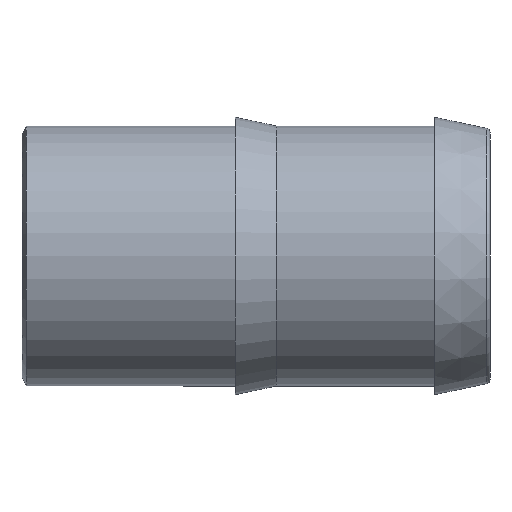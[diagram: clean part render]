
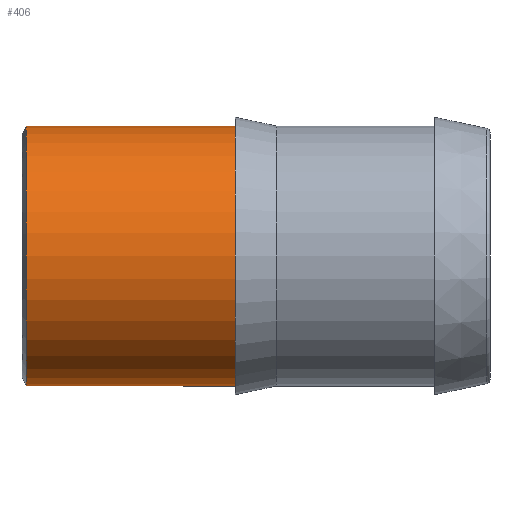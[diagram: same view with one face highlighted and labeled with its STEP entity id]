
A CAD part, front view. The second image highlights one B-rep face of the part: STEP entity #406.
In plain terms, the highlighted cylindrical face has radius 15 mm (diameter 30 mm), a partial arc.
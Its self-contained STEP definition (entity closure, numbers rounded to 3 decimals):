
#1 = VERTEX_POINT ( 'NONE', #91 ) ;
#17 = ORIENTED_EDGE ( 'NONE', *, *, #223, .T. ) ;
#21 = CARTESIAN_POINT ( 'NONE',  ( -29.871, 0., 15. ) ) ;
#37 = DIRECTION ( 'NONE',  ( 0., 0., 1. ) ) ;
#66 = DIRECTION ( 'NONE',  ( -1., 0., 0. ) ) ;
#68 = DIRECTION ( 'NONE',  ( 0., 0., 1. ) ) ;
#86 = DIRECTION ( 'NONE',  ( -1., 0., 0. ) ) ;
#91 = CARTESIAN_POINT ( 'NONE',  ( 8.44, 0., 15. ) ) ;
#142 = CARTESIAN_POINT ( 'NONE',  ( -15.686, 0., 15. ) ) ;
#165 = CIRCLE ( 'NONE', #388, 15. ) ;
#194 = CARTESIAN_POINT ( 'NONE',  ( -15.686, 0., 0. ) ) ;
#208 = DIRECTION ( 'NONE',  ( -1., 0., 0. ) ) ;
#209 = ORIENTED_EDGE ( 'NONE', *, *, #237, .T. ) ;
#212 = FACE_OUTER_BOUND ( 'NONE', #434, .T. ) ;
#214 = AXIS2_PLACEMENT_3D ( 'NONE', #194, #66, #68 ) ;
#217 = ORIENTED_EDGE ( 'NONE', *, *, #481, .F. ) ;
#223 = EDGE_CURVE ( 'NONE', #1, #257, #285, .T. ) ;
#230 = EDGE_CURVE ( 'NONE', #430, #257, #436, .T. ) ;
#235 = CARTESIAN_POINT ( 'NONE',  ( 8.44, 0., 0. ) ) ;
#237 = EDGE_CURVE ( 'NONE', #341, #1, #165, .T. ) ;
#245 = CARTESIAN_POINT ( 'NONE',  ( -29.871, 0., -15. ) ) ;
#249 = LINE ( 'NONE', #245, #349 ) ;
#257 = VERTEX_POINT ( 'NONE', #142 ) ;
#285 = LINE ( 'NONE', #21, #458 ) ;
#300 = CYLINDRICAL_SURFACE ( 'NONE', #525, 15. ) ;
#341 = VERTEX_POINT ( 'NONE', #512 ) ;
#349 = VECTOR ( 'NONE', #208, 1000. ) ;
#371 = DIRECTION ( 'NONE',  ( -1., 0., 0. ) ) ;
#380 = ORIENTED_EDGE ( 'NONE', *, *, #230, .F. ) ;
#388 = AXIS2_PLACEMENT_3D ( 'NONE', #235, #537, #414 ) ;
#389 = CARTESIAN_POINT ( 'NONE',  ( -29.871, 0., 0. ) ) ;
#406 = ADVANCED_FACE ( 'NONE', ( #212 ), #300, .T. ) ;
#414 = DIRECTION ( 'NONE',  ( 0., 0., 1. ) ) ;
#430 = VERTEX_POINT ( 'NONE', #470 ) ;
#434 = EDGE_LOOP ( 'NONE', ( #217, #209, #17, #380 ) ) ;
#436 = CIRCLE ( 'NONE', #214, 15. ) ;
#458 = VECTOR ( 'NONE', #371, 1000. ) ;
#470 = CARTESIAN_POINT ( 'NONE',  ( -15.686, 0., -15. ) ) ;
#481 = EDGE_CURVE ( 'NONE', #341, #430, #249, .T. ) ;
#512 = CARTESIAN_POINT ( 'NONE',  ( 8.44, 0., -15. ) ) ;
#525 = AXIS2_PLACEMENT_3D ( 'NONE', #389, #86, #37 ) ;
#537 = DIRECTION ( 'NONE',  ( -1., 0., 0. ) ) ;
